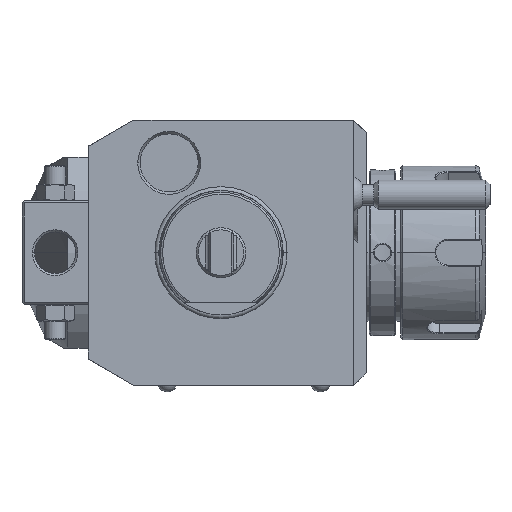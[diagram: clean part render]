
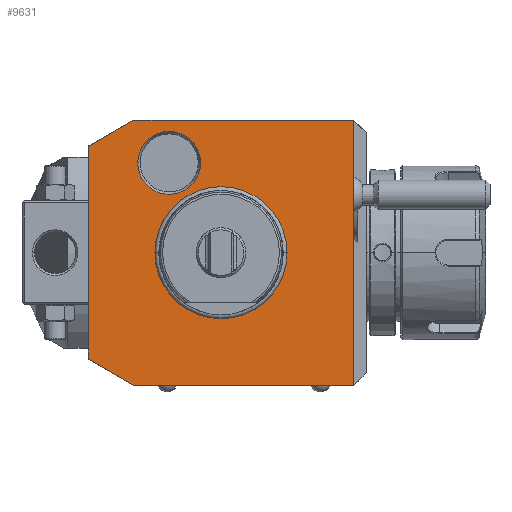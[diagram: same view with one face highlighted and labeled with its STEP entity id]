
A CAD part, front view. The second image highlights one B-rep face of the part: STEP entity #9631.
In plain terms, the highlighted planar face has unit normal (0, -1, 0).
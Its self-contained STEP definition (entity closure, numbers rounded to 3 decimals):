
#1=DIRECTION('',(-0.866,0.,-0.5));
#2=VECTOR('',#1,12.702);
#3=CARTESIAN_POINT('',(-21.,0.,32.));
#4=LINE('',#3,#2);
#5=DIRECTION('',(-1.,0.,0.));
#6=VECTOR('',#5,53.);
#7=CARTESIAN_POINT('',(32.,0.,32.));
#8=LINE('',#7,#6);
#9=DIRECTION('',(0.,0.,1.));
#10=VECTOR('',#9,64.);
#11=CARTESIAN_POINT('',(32.,0.,-32.));
#12=LINE('',#11,#10);
#13=DIRECTION('',(1.,0.,0.));
#14=VECTOR('',#13,53.);
#15=CARTESIAN_POINT('',(-21.,0.,-32.));
#16=LINE('',#15,#14);
#17=DIRECTION('',(0.866,0.,-0.5));
#18=VECTOR('',#17,12.702);
#19=CARTESIAN_POINT('',(-32.,0.,-25.649));
#20=LINE('',#19,#18);
#21=DIRECTION('',(0.,0.,-1.));
#22=VECTOR('',#21,51.298);
#23=CARTESIAN_POINT('',(-32.,0.,25.649));
#24=LINE('',#23,#22);
#25=CARTESIAN_POINT('',(-12.5,0.,21.651));
#26=DIRECTION('',(0.,1.,0.));
#27=DIRECTION('',(1.,0.,0.));
#28=AXIS2_PLACEMENT_3D('',#25,#26,#27);
#30=CARTESIAN_POINT('',(-12.5,0.,21.651));
#31=DIRECTION('',(0.,1.,0.));
#32=DIRECTION('',(-1.,0.,0.));
#33=AXIS2_PLACEMENT_3D('',#30,#31,#32);
#7379=CARTESIAN_POINT('',(0.,0.,0.));
#7380=DIRECTION('',(0.,-1.,0.));
#7381=DIRECTION('',(1.,0.,0.));
#7382=AXIS2_PLACEMENT_3D('',#7379,#7380,#7381);
#7384=CARTESIAN_POINT('',(0.,0.,0.));
#7385=DIRECTION('',(0.,-1.,0.));
#7386=DIRECTION('',(-1.,0.,0.));
#7387=AXIS2_PLACEMENT_3D('',#7384,#7385,#7386);
#8656=CARTESIAN_POINT('',(-4.923,0.,21.651));
#8657=CARTESIAN_POINT('',(-20.077,0.,21.651));
#8658=VERTEX_POINT('',#8656);
#8659=VERTEX_POINT('',#8657);
#9422=CARTESIAN_POINT('',(-21.,0.,32.));
#9423=CARTESIAN_POINT('',(-32.,0.,25.649));
#9424=VERTEX_POINT('',#9422);
#9425=VERTEX_POINT('',#9423);
#9426=CARTESIAN_POINT('',(-32.,0.,-25.649));
#9427=VERTEX_POINT('',#9426);
#9428=CARTESIAN_POINT('',(-21.,0.,-32.));
#9429=VERTEX_POINT('',#9428);
#9430=CARTESIAN_POINT('',(32.,0.,-32.));
#9431=VERTEX_POINT('',#9430);
#9432=CARTESIAN_POINT('',(32.,0.,32.));
#9433=VERTEX_POINT('',#9432);
#9454=CARTESIAN_POINT('',(15.783,0.,0.));
#9455=CARTESIAN_POINT('',(-15.783,0.,0.));
#9456=VERTEX_POINT('',#9454);
#9457=VERTEX_POINT('',#9455);
#9600=CARTESIAN_POINT('',(0.,0.,0.));
#9601=DIRECTION('',(0.,-1.,0.));
#9602=DIRECTION('',(-1.,0.,0.));
#9603=AXIS2_PLACEMENT_3D('',#9600,#9601,#9602);
#9604=PLANE('',#9603);
#9606=ORIENTED_EDGE('',*,*,#9605,.F.);
#9608=ORIENTED_EDGE('',*,*,#9607,.F.);
#9610=ORIENTED_EDGE('',*,*,#9609,.F.);
#9612=ORIENTED_EDGE('',*,*,#9611,.F.);
#9614=ORIENTED_EDGE('',*,*,#9613,.F.);
#9616=ORIENTED_EDGE('',*,*,#9615,.F.);
#9617=EDGE_LOOP('',(#9606,#9608,#9610,#9612,#9614,#9616));
#9618=FACE_OUTER_BOUND('',#9617,.F.);
#9620=ORIENTED_EDGE('',*,*,#9619,.T.);
#9622=ORIENTED_EDGE('',*,*,#9621,.T.);
#9623=EDGE_LOOP('',(#9620,#9622));
#9624=FACE_BOUND('',#9623,.F.);
#9626=ORIENTED_EDGE('',*,*,#9625,.F.);
#9628=ORIENTED_EDGE('',*,*,#9627,.F.);
#9629=EDGE_LOOP('',(#9626,#9628));
#9630=FACE_BOUND('',#9629,.F.);
#29=CIRCLE('',#28,7.577);
#34=CIRCLE('',#33,7.577);
#7383=CIRCLE('',#7382,15.783);
#7388=CIRCLE('',#7387,15.783);
#9605=EDGE_CURVE('',#9424,#9425,#4,.T.);
#9607=EDGE_CURVE('',#9433,#9424,#8,.T.);
#9609=EDGE_CURVE('',#9431,#9433,#12,.T.);
#9611=EDGE_CURVE('',#9429,#9431,#16,.T.);
#9613=EDGE_CURVE('',#9427,#9429,#20,.T.);
#9615=EDGE_CURVE('',#9425,#9427,#24,.T.);
#9619=EDGE_CURVE('',#9456,#9457,#7383,.T.);
#9621=EDGE_CURVE('',#9457,#9456,#7388,.T.);
#9625=EDGE_CURVE('',#8658,#8659,#29,.T.);
#9627=EDGE_CURVE('',#8659,#8658,#34,.T.);
#9631=ADVANCED_FACE('',(#9618,#9624,#9630),#9604,.T.);
